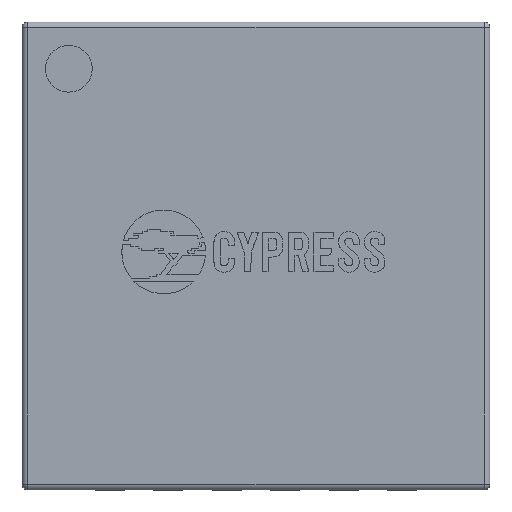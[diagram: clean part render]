
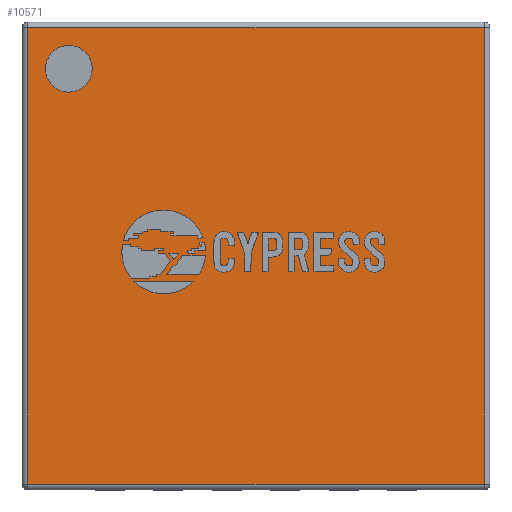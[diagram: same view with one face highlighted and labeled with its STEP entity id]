
A CAD part, top view. The second image highlights one B-rep face of the part: STEP entity #10571.
In plain terms, the highlighted planar face has unit normal (0, 0, 1).
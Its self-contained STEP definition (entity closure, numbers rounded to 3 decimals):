
#607=PLANE('',#11397);
#1024=LINE('',#14462,#2204);
#1030=LINE('',#14491,#2210);
#1032=LINE('',#14494,#2212);
#1034=LINE('',#14497,#2214);
#2204=VECTOR('',#12011,10.);
#2210=VECTOR('',#12043,10.);
#2212=VECTOR('',#12047,10.);
#2214=VECTOR('',#12051,10.);
#3406=FACE_OUTER_BOUND('',#4030,.T.);
#4030=EDGE_LOOP('',(#7618,#7619,#7620,#7621));
#4763=VERTEX_POINT('',#14437);
#4768=VERTEX_POINT('',#14450);
#4773=VERTEX_POINT('',#14466);
#4778=VERTEX_POINT('',#14479);
#5824=EDGE_CURVE('',#4763,#4768,#1024,.T.);
#5838=EDGE_CURVE('',#4768,#4778,#1030,.T.);
#5840=EDGE_CURVE('',#4778,#4773,#1032,.T.);
#5842=EDGE_CURVE('',#4773,#4763,#1034,.T.);
#7618=ORIENTED_EDGE('',*,*,#5824,.F.);
#7619=ORIENTED_EDGE('',*,*,#5842,.F.);
#7620=ORIENTED_EDGE('',*,*,#5840,.F.);
#7621=ORIENTED_EDGE('',*,*,#5838,.F.);
#10571=ADVANCED_FACE('',(#3406),#607,.T.);
#11397=AXIS2_PLACEMENT_3D('',#14802,#12242,#12243);
#12011=DIRECTION('',(1.,0.,0.));
#12043=DIRECTION('',(0.,-1.,0.));
#12047=DIRECTION('',(-1.,0.,0.));
#12051=DIRECTION('',(0.,1.,0.));
#12242=DIRECTION('center_axis',(0.,0.,1.));
#12243=DIRECTION('ref_axis',(1.,0.,0.));
#14437=CARTESIAN_POINT('',(-1.95,1.95,0.6));
#14450=CARTESIAN_POINT('',(1.95,1.95,0.6));
#14462=CARTESIAN_POINT('',(1.,1.95,0.6));
#14466=CARTESIAN_POINT('',(-1.95,-1.95,0.6));
#14479=CARTESIAN_POINT('',(1.95,-1.95,0.6));
#14491=CARTESIAN_POINT('',(1.95,-1.,0.6));
#14494=CARTESIAN_POINT('',(-1.,-1.95,0.6));
#14497=CARTESIAN_POINT('',(-1.95,1.,0.6));
#14802=CARTESIAN_POINT('Origin',(0.,0.,
0.6));
